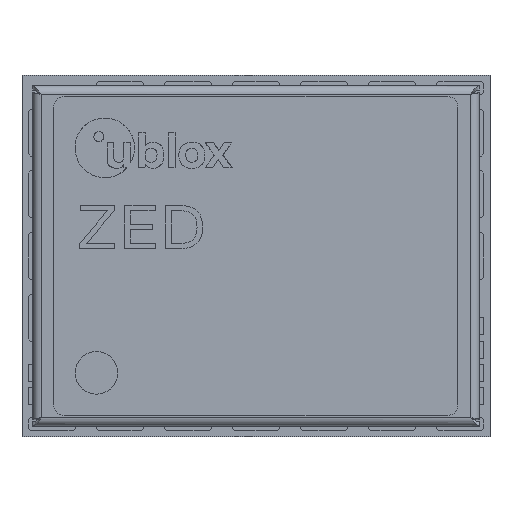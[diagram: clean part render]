
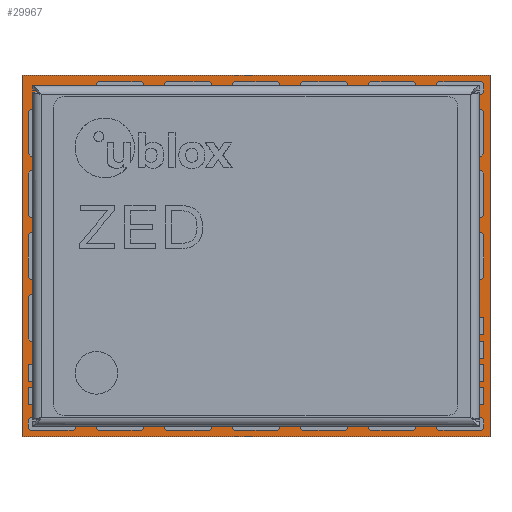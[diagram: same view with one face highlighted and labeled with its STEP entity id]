
A CAD part, top view. The second image highlights one B-rep face of the part: STEP entity #29967.
In plain terms, the highlighted planar face has unit normal (0, 0, 1).
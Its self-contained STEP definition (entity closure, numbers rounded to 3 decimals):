
#232=FACE_OUTER_BOUND('',#1962,.T.);
#1962=EDGE_LOOP('',(#19486,#19487,#19488,#19489));
#3709=LINE('',#41351,#7996);
#3710=LINE('',#41353,#7997);
#3711=LINE('',#41355,#7998);
#3712=LINE('',#41356,#7999);
#7996=VECTOR('',#33601,1000.);
#7997=VECTOR('',#33602,1000.);
#7998=VECTOR('',#33603,1000.);
#7999=VECTOR('',#33604,1000.);
#12279=VERTEX_POINT('',#41349);
#12280=VERTEX_POINT('',#41350);
#12281=VERTEX_POINT('',#41352);
#12282=VERTEX_POINT('',#41354);
#15153=EDGE_CURVE('',#12279,#12280,#3709,.T.);
#15154=EDGE_CURVE('',#12281,#12279,#3710,.T.);
#15155=EDGE_CURVE('',#12282,#12281,#3711,.T.);
#15156=EDGE_CURVE('',#12280,#12282,#3712,.T.);
#19486=ORIENTED_EDGE('',*,*,#15153,.F.);
#19487=ORIENTED_EDGE('',*,*,#15154,.F.);
#19488=ORIENTED_EDGE('',*,*,#15155,.F.);
#19489=ORIENTED_EDGE('',*,*,#15156,.F.);
#28110=PLANE('',#31848);
#29967=ADVANCED_FACE('',(#232),#28110,.F.);
#31848=AXIS2_PLACEMENT_3D('',#41348,#33599,#33600);
#33599=DIRECTION('center_axis',(0.,0.,-1.));
#33600=DIRECTION('ref_axis',(0.,1.,0.));
#33601=DIRECTION('',(0.,-1.,0.));
#33602=DIRECTION('',(1.,0.,0.));
#33603=DIRECTION('',(0.,1.,0.));
#33604=DIRECTION('',(-1.,0.,0.));
#41348=CARTESIAN_POINT('Origin',(-11.,-8.5,0.81));
#41349=CARTESIAN_POINT('',(11.,8.5,0.81));
#41350=CARTESIAN_POINT('',(11.,-8.5,0.81));
#41351=CARTESIAN_POINT('',(11.,-8.5,0.81));
#41352=CARTESIAN_POINT('',(-11.,8.5,0.81));
#41353=CARTESIAN_POINT('',(-11.,8.5,0.81));
#41354=CARTESIAN_POINT('',(-11.,-8.5,0.81));
#41355=CARTESIAN_POINT('',(-11.,-8.5,0.81));
#41356=CARTESIAN_POINT('',(-11.,-8.5,0.81));
